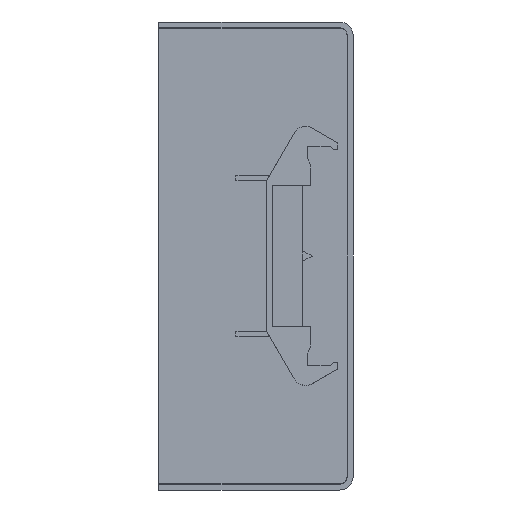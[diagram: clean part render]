
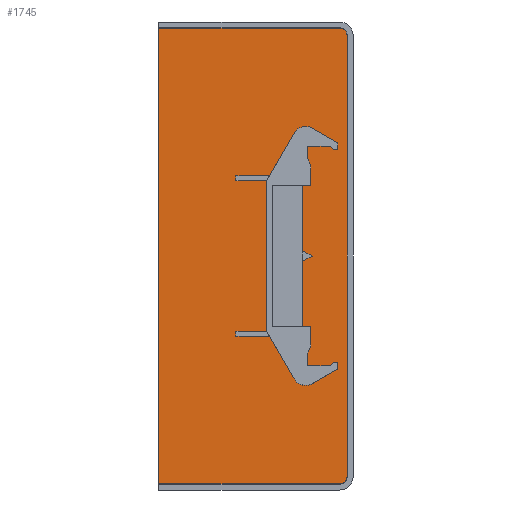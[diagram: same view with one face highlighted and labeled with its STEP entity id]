
A CAD part, top view. The second image highlights one B-rep face of the part: STEP entity #1745.
In plain terms, the highlighted planar face has unit normal (0, 0, 1).
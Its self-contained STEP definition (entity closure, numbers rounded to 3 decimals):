
#6 = VECTOR ( 'NONE', #2229, 1000. ) ;
#33 = VERTEX_POINT ( 'NONE', #1165 ) ;
#86 = VERTEX_POINT ( 'NONE', #2546 ) ;
#150 = EDGE_CURVE ( 'NONE', #33, #86, #555, .T. ) ;
#221 = LINE ( 'NONE', #2501, #1153 ) ;
#295 = CARTESIAN_POINT ( 'NONE',  ( 0., -85.178, 0. ) ) ;
#313 = CARTESIAN_POINT ( 'NONE',  ( 67.5, 85.178, 0. ) ) ;
#337 = EDGE_CURVE ( 'NONE', #1972, #2477, #524, .T. ) ;
#451 = CARTESIAN_POINT ( 'NONE',  ( 0., 0., 0. ) ) ;
#485 = DIRECTION ( 'NONE',  ( 0., -1., 0. ) ) ;
#524 = LINE ( 'NONE', #2555, #6 ) ;
#545 = LINE ( 'NONE', #2380, #1538 ) ;
#555 = CIRCLE ( 'NONE', #582, 2.878 ) ;
#579 = CARTESIAN_POINT ( 'NONE',  ( 0., 85.178, 0. ) ) ;
#582 = AXIS2_PLACEMENT_3D ( 'NONE', #1793, #1773, #1757 ) ;
#638 = FACE_OUTER_BOUND ( 'NONE', #1106, .T. ) ;
#718 = DIRECTION ( 'NONE',  ( 0., 0., -1. ) ) ;
#849 = DIRECTION ( 'NONE',  ( 0., 1., 0. ) ) ;
#932 = VERTEX_POINT ( 'NONE', #295 ) ;
#941 = EDGE_CURVE ( 'NONE', #2477, #1219, #1682, .T. ) ;
#1012 = DIRECTION ( 'NONE',  ( -1., 0., 0. ) ) ;
#1106 = EDGE_LOOP ( 'NONE', ( #1410, #1827, #1444, #1655, #1629, #1122 ) ) ;
#1122 = ORIENTED_EDGE ( 'NONE', *, *, #2061, .F. ) ;
#1153 = VECTOR ( 'NONE', #1870, 1000. ) ;
#1165 = CARTESIAN_POINT ( 'NONE',  ( 70.378, -82.3, 0. ) ) ;
#1176 = PLANE ( 'NONE',  #1755 ) ;
#1219 = VERTEX_POINT ( 'NONE', #2425 ) ;
#1228 = CARTESIAN_POINT ( 'NONE',  ( 67.5, 82.3, 0. ) ) ;
#1233 = DIRECTION ( 'NONE',  ( 0., 0., -1. ) ) ;
#1410 = ORIENTED_EDGE ( 'NONE', *, *, #1438, .F. ) ;
#1416 = VECTOR ( 'NONE', #849, 1000. ) ;
#1438 = EDGE_CURVE ( 'NONE', #86, #932, #221, .T. ) ;
#1444 = ORIENTED_EDGE ( 'NONE', *, *, #1982, .F. ) ;
#1538 = VECTOR ( 'NONE', #485, 1000. ) ;
#1629 = ORIENTED_EDGE ( 'NONE', *, *, #337, .F. ) ;
#1655 = ORIENTED_EDGE ( 'NONE', *, *, #941, .F. ) ;
#1682 = CIRCLE ( 'NONE', #2398, 2.878 ) ;
#1745 = ADVANCED_FACE ( 'NONE', ( #638 ), #1176, .F. ) ;
#1755 = AXIS2_PLACEMENT_3D ( 'NONE', #1228, #1233, #1012 ) ;
#1757 = DIRECTION ( 'NONE',  ( -1., 0., 0. ) ) ;
#1773 = DIRECTION ( 'NONE',  ( 0., 0., -1. ) ) ;
#1793 = CARTESIAN_POINT ( 'NONE',  ( 67.5, -82.3, 0. ) ) ;
#1827 = ORIENTED_EDGE ( 'NONE', *, *, #150, .F. ) ;
#1870 = DIRECTION ( 'NONE',  ( -1., 0., 0. ) ) ;
#1909 = CARTESIAN_POINT ( 'NONE',  ( 67.5, 82.3, 0. ) ) ;
#1972 = VERTEX_POINT ( 'NONE', #579 ) ;
#1982 = EDGE_CURVE ( 'NONE', #1219, #33, #545, .T. ) ;
#2061 = EDGE_CURVE ( 'NONE', #932, #1972, #2523, .T. ) ;
#2102 = DIRECTION ( 'NONE',  ( -1., 0., 0. ) ) ;
#2229 = DIRECTION ( 'NONE',  ( 1., 0., 0. ) ) ;
#2380 = CARTESIAN_POINT ( 'NONE',  ( 70.378, 82.3, 0. ) ) ;
#2398 = AXIS2_PLACEMENT_3D ( 'NONE', #1909, #718, #2102 ) ;
#2425 = CARTESIAN_POINT ( 'NONE',  ( 70.378, 82.3, 0. ) ) ;
#2477 = VERTEX_POINT ( 'NONE', #313 ) ;
#2501 = CARTESIAN_POINT ( 'NONE',  ( 67.5, -85.178, 0. ) ) ;
#2523 = LINE ( 'NONE', #451, #1416 ) ;
#2546 = CARTESIAN_POINT ( 'NONE',  ( 67.5, -85.178, 0. ) ) ;
#2555 = CARTESIAN_POINT ( 'NONE',  ( 67.5, 85.178, 0. ) ) ;
